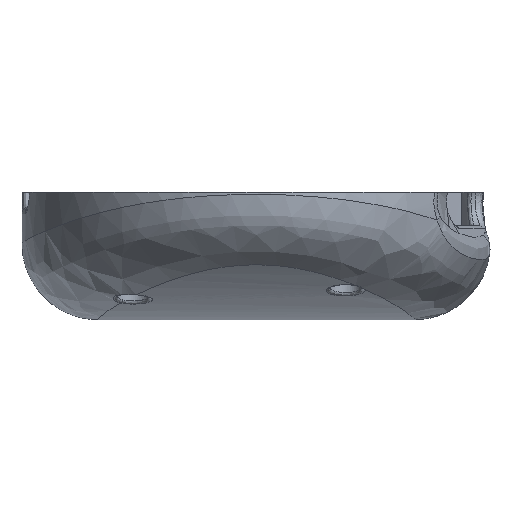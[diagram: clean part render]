
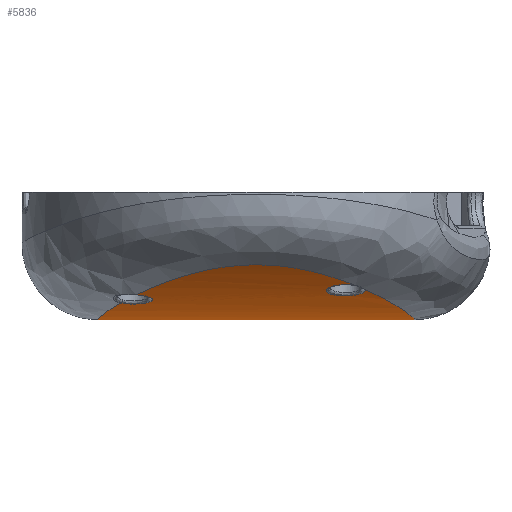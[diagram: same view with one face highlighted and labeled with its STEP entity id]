
A CAD part, front view. The second image highlights one B-rep face of the part: STEP entity #5836.
In plain terms, the highlighted cylindrical face has radius 109.644 mm (diameter 219.288 mm), a partial arc.
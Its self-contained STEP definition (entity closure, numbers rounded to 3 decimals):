
#90=CYLINDRICAL_SURFACE('',#6319,109.644);
#905=FACE_OUTER_BOUND('',#1287,.T.);
#1287=EDGE_LOOP('',(#4804,#4805,#4806,#4807,#4808,#4809,#4810));
#1546=LINE('',#14182,#1687);
#1687=VECTOR('',#7181,9.1);
#1790=B_SPLINE_CURVE_WITH_KNOTS('',3,(#8477,#8478,#8479,#8480,#8481),
 .UNSPECIFIED.,.F.,.F.,(4,1,4),(3.505,4.916,5.445),
 .UNSPECIFIED.);
#1792=B_SPLINE_CURVE_WITH_KNOTS('',3,(#8493,#8494,#8495,#8496,#8497,#8498,
#8499,#8500,#8501,#8502,#8503),.UNSPECIFIED.,.F.,.F.,(4,1,1,1,1,1,1,1,4),
(6.004,6.327,7.032,7.737,8.208,
8.678,9.148,9.618,10.3),
 .UNSPECIFIED.);
#1794=B_SPLINE_CURVE_WITH_KNOTS('',3,(#8537,#8538,#8539,#8540,#8541,#8542),
 .UNSPECIFIED.,.F.,.F.,(4,1,1,4),(10.536,10.559,11.969,
13.38),.UNSPECIFIED.);
#1821=B_SPLINE_CURVE_WITH_KNOTS('',3,(#9149,#9150,#9151,#9152,#9153,#9154),
 .UNSPECIFIED.,.F.,.F.,(4,1,1,4),(-1.414,-1.313,-1.212,
-1.013),.UNSPECIFIED.);
#1822=B_SPLINE_CURVE_WITH_KNOTS('',3,(#9155,#9156,#9157,#9158,#9159,#9160,
#9161,#9162,#9163,#9164,#9165),.UNSPECIFIED.,.F.,.F.,(4,1,1,1,1,1,1,1,4),
(-0.827,-0.808,-0.707,-0.606,
-0.505,-0.404,-0.202,-0.101,
0.),.UNSPECIFIED.);
#2060=B_SPLINE_CURVE_WITH_KNOTS('',3,(#14172,#14173,#14174,#14175,#14176,
#14177,#14178,#14179,#14180,#14181),.UNSPECIFIED.,.F.,.F.,(4,1,1,1,1,1,
1,4),(-1.046,-0.896,-0.747,-0.598,
-0.448,-0.299,-0.149,0.),
 .UNSPECIFIED.);
#2286=VERTEX_POINT('',#8474);
#2287=VERTEX_POINT('',#8476);
#2288=VERTEX_POINT('',#8482);
#2289=VERTEX_POINT('',#8492);
#2290=VERTEX_POINT('',#8504);
#2291=VERTEX_POINT('',#8536);
#2335=VERTEX_POINT('',#9147);
#2850=EDGE_CURVE('',#2286,#2287,#1790,.T.);
#2852=EDGE_CURVE('',#2288,#2289,#1792,.T.);
#2854=EDGE_CURVE('',#2290,#2291,#1794,.T.);
#2915=EDGE_CURVE('',#2335,#2290,#1821,.T.);
#2916=EDGE_CURVE('',#2289,#2335,#1822,.T.);
#3417=EDGE_CURVE('',#2287,#2288,#2060,.T.);
#3418=EDGE_CURVE('',#2291,#2286,#1546,.T.);
#4804=ORIENTED_EDGE('',*,*,#2916,.F.);
#4805=ORIENTED_EDGE('',*,*,#2852,.F.);
#4806=ORIENTED_EDGE('',*,*,#3417,.F.);
#4807=ORIENTED_EDGE('',*,*,#2850,.F.);
#4808=ORIENTED_EDGE('',*,*,#3418,.F.);
#4809=ORIENTED_EDGE('',*,*,#2854,.F.);
#4810=ORIENTED_EDGE('',*,*,#2915,.F.);
#5836=ADVANCED_FACE('',(#905),#90,.T.);
#6319=AXIS2_PLACEMENT_3D('',#14171,#7179,#7180);
#7179=DIRECTION('center_axis',(1.,0.,0.));
#7180=DIRECTION('ref_axis',(0.,0.437,0.9));
#7181=DIRECTION('',(-1.,0.,0.));
#8474=CARTESIAN_POINT('',(-22.748,0.,0.));
#8476=CARTESIAN_POINT('',(-19.503,-18.963,2.392));
#8477=CARTESIAN_POINT('Ctrl Pts',(-22.748,0.,
0.));
#8478=CARTESIAN_POINT('Ctrl Pts',(-22.787,-4.749,0.181));
#8479=CARTESIAN_POINT('Ctrl Pts',(-22.021,-11.27,0.868));
#8480=CARTESIAN_POINT('Ctrl Pts',(-20.112,-17.352,2.043));
#8481=CARTESIAN_POINT('Ctrl Pts',(-19.503,-18.964,2.392));
#8482=CARTESIAN_POINT('',(-17.273,-23.895,3.577));
#8492=CARTESIAN_POINT('',(14.295,-28.547,4.92));
#8493=CARTESIAN_POINT('Ctrl Pts',(-17.273,-23.896,3.577));
#8494=CARTESIAN_POINT('Ctrl Pts',(-16.785,-24.807,3.819));
#8495=CARTESIAN_POINT('Ctrl Pts',(-15.121,-27.63,4.606));
#8496=CARTESIAN_POINT('Ctrl Pts',(-11.703,-31.893,5.987));
#8497=CARTESIAN_POINT('Ctrl Pts',(-6.981,-35.345,7.284));
#8498=CARTESIAN_POINT('Ctrl Pts',(-2.165,-36.902,7.909));
#8499=CARTESIAN_POINT('Ctrl Pts',(2.166,-36.901,7.909));
#8500=CARTESIAN_POINT('Ctrl Pts',(6.29,-35.571,7.376));
#8501=CARTESIAN_POINT('Ctrl Pts',(10.508,-32.869,6.351));
#8502=CARTESIAN_POINT('Ctrl Pts',(12.99,-30.254,5.454));
#8503=CARTESIAN_POINT('Ctrl Pts',(14.294,-28.548,4.92));
#8504=CARTESIAN_POINT('',(15.587,-26.73,4.369));
#8536=CARTESIAN_POINT('',(22.748,0.,0.));
#8537=CARTESIAN_POINT('Ctrl Pts',(15.586,-26.729,4.368));
#8538=CARTESIAN_POINT('Ctrl Pts',(15.626,-26.668,4.35));
#8539=CARTESIAN_POINT('Ctrl Pts',(18.118,-22.868,3.236));
#8540=CARTESIAN_POINT('Ctrl Pts',(21.667,-14.229,1.175));
#8541=CARTESIAN_POINT('Ctrl Pts',(22.787,-4.749,0.181));
#8542=CARTESIAN_POINT('Ctrl Pts',(22.748,0.,
0.));
#9147=CARTESIAN_POINT('',(12.85,-23.325,3.428));
#9149=CARTESIAN_POINT('Ctrl Pts',(12.85,-23.325,3.428));
#9150=CARTESIAN_POINT('Ctrl Pts',(13.277,-23.325,3.428));
#9151=CARTESIAN_POINT('Ctrl Pts',(14.13,-23.527,3.48));
#9152=CARTESIAN_POINT('Ctrl Pts',(15.466,-24.622,3.768));
#9153=CARTESIAN_POINT('Ctrl Pts',(15.762,-25.934,4.135));
#9154=CARTESIAN_POINT('Ctrl Pts',(15.591,-26.73,4.369));
#9155=CARTESIAN_POINT('Ctrl Pts',(14.295,-28.548,4.92));
#9156=CARTESIAN_POINT('Ctrl Pts',(14.227,-28.589,4.933));
#9157=CARTESIAN_POINT('Ctrl Pts',(13.787,-28.832,5.009));
#9158=CARTESIAN_POINT('Ctrl Pts',(12.848,-29.051,5.079));
#9159=CARTESIAN_POINT('Ctrl Pts',(11.568,-28.75,4.983));
#9160=CARTESIAN_POINT('Ctrl Pts',(10.571,-27.928,4.727));
#9161=CARTESIAN_POINT('Ctrl Pts',(9.845,-26.396,4.265));
#9162=CARTESIAN_POINT('Ctrl Pts',(10.22,-24.629,3.769));
#9163=CARTESIAN_POINT('Ctrl Pts',(11.572,-23.526,3.48));
#9164=CARTESIAN_POINT('Ctrl Pts',(12.423,-23.325,3.428));
#9165=CARTESIAN_POINT('Ctrl Pts',(12.85,-23.325,3.428));
#14171=CARTESIAN_POINT('Origin',(0.,4.186,109.564));
#14172=CARTESIAN_POINT('Ctrl Pts',(-19.503,-18.963,2.392));
#14173=CARTESIAN_POINT('Ctrl Pts',(-19.126,-18.644,
2.323));
#14174=CARTESIAN_POINT('Ctrl Pts',(-18.194,-18.208,
2.231));
#14175=CARTESIAN_POINT('Ctrl Pts',(-16.65,-18.36,
2.263));
#14176=CARTESIAN_POINT('Ctrl Pts',(-15.412,-19.273,
2.457));
#14177=CARTESIAN_POINT('Ctrl Pts',(-14.806,-20.665,
2.77));
#14178=CARTESIAN_POINT('Ctrl Pts',(-14.963,-22.163,
3.13));
#14179=CARTESIAN_POINT('Ctrl Pts',(-15.845,-23.397,
3.445));
#14180=CARTESIAN_POINT('Ctrl Pts',(-16.782,-23.819,
3.557));
#14181=CARTESIAN_POINT('Ctrl Pts',(-17.273,-23.895,
3.577));
#14182=CARTESIAN_POINT('',(0.,0.,0.));
